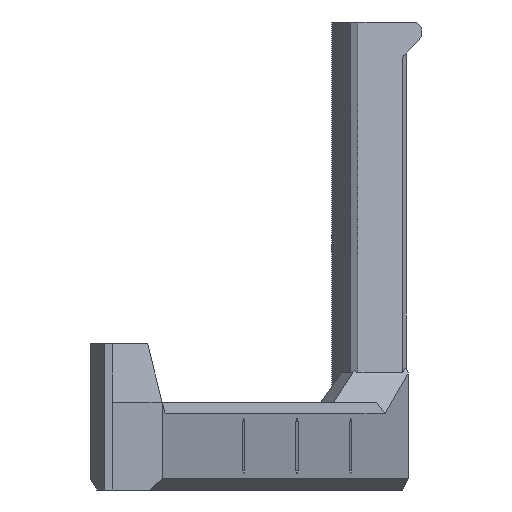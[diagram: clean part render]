
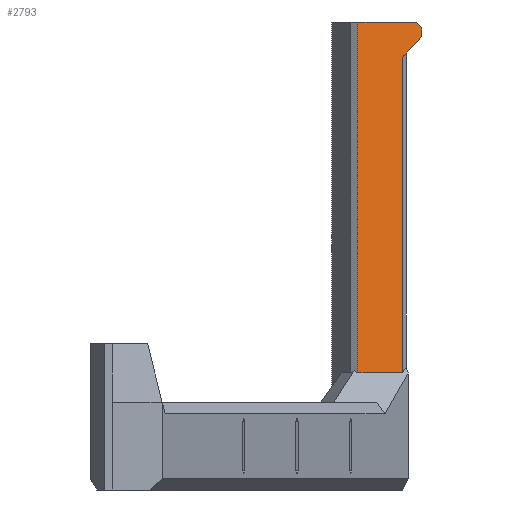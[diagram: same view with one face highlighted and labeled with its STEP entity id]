
A CAD part, front view. The second image highlights one B-rep face of the part: STEP entity #2793.
In plain terms, the highlighted planar face has unit normal (0.309, -0.951, 0).
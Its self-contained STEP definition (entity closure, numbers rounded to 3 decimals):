
#99=FACE_OUTER_BOUND('',#245,.T.);
#245=EDGE_LOOP('',(#2141,#2142,#2143,#2144,#2145,#2146,#2147));
#551=LINE('',#4141,#951);
#552=LINE('',#4144,#952);
#553=LINE('',#4146,#953);
#554=LINE('',#4148,#954);
#555=LINE('',#4150,#955);
#556=LINE('',#4152,#956);
#557=LINE('',#4153,#957);
#951=VECTOR('',#3369,10.);
#952=VECTOR('',#3372,10.);
#953=VECTOR('',#3373,10.);
#954=VECTOR('',#3374,10.);
#955=VECTOR('',#3375,10.);
#956=VECTOR('',#3376,10.);
#957=VECTOR('',#3377,10.);
#1285=VERTEX_POINT('',#4132);
#1289=VERTEX_POINT('',#4139);
#1290=VERTEX_POINT('',#4143);
#1291=VERTEX_POINT('',#4145);
#1292=VERTEX_POINT('',#4147);
#1293=VERTEX_POINT('',#4149);
#1294=VERTEX_POINT('',#4151);
#1617=EDGE_CURVE('',#1289,#1285,#551,.T.);
#1618=EDGE_CURVE('',#1290,#1289,#552,.T.);
#1619=EDGE_CURVE('',#1291,#1290,#553,.T.);
#1620=EDGE_CURVE('',#1292,#1291,#554,.T.);
#1621=EDGE_CURVE('',#1293,#1292,#555,.T.);
#1622=EDGE_CURVE('',#1294,#1293,#556,.T.);
#1623=EDGE_CURVE('',#1285,#1294,#557,.T.);
#2141=ORIENTED_EDGE('',*,*,#1617,.F.);
#2142=ORIENTED_EDGE('',*,*,#1618,.F.);
#2143=ORIENTED_EDGE('',*,*,#1619,.F.);
#2144=ORIENTED_EDGE('',*,*,#1620,.F.);
#2145=ORIENTED_EDGE('',*,*,#1621,.F.);
#2146=ORIENTED_EDGE('',*,*,#1622,.F.);
#2147=ORIENTED_EDGE('',*,*,#1623,.F.);
#2657=PLANE('',#2943);
#2793=ADVANCED_FACE('',(#99),#2657,.T.);
#2943=AXIS2_PLACEMENT_3D('',#4142,#3370,#3371);
#3369=DIRECTION('',(0.,0.,1.));
#3370=DIRECTION('center_axis',(0.309,-0.951,0.));
#3371=DIRECTION('ref_axis',(0.951,0.309,0.));
#3372=DIRECTION('',(-0.951,-0.309,0.));
#3373=DIRECTION('',(0.,0.,-1.));
#3374=DIRECTION('',(-0.672,-0.219,-0.707));
#3375=DIRECTION('',(0.,0.,-1.));
#3376=DIRECTION('',(0.672,0.219,-0.707));
#3377=DIRECTION('',(0.951,0.309,0.));
#4132=CARTESIAN_POINT('',(298.55,300.491,110.));
#4139=CARTESIAN_POINT('',(298.55,300.491,-10.));
#4141=CARTESIAN_POINT('',(298.55,300.491,-20.));
#4142=CARTESIAN_POINT('Origin',(296.648,299.873,-20.));
#4143=CARTESIAN_POINT('',(313.767,305.435,-10.));
#4144=CARTESIAN_POINT('',(271.242,291.618,-10.));
#4145=CARTESIAN_POINT('',(313.767,305.435,98.));
#4146=CARTESIAN_POINT('',(313.767,305.435,-35.));
#4147=CARTESIAN_POINT('',(320.424,307.598,105.));
#4148=CARTESIAN_POINT('',(283.571,295.624,66.25));
#4149=CARTESIAN_POINT('',(320.424,307.598,108.));
#4150=CARTESIAN_POINT('',(320.424,307.598,105.));
#4151=CARTESIAN_POINT('',(318.522,306.98,110.));
#4152=CARTESIAN_POINT('',(344.439,315.401,82.75));
#4153=CARTESIAN_POINT('',(315.669,306.053,110.));
